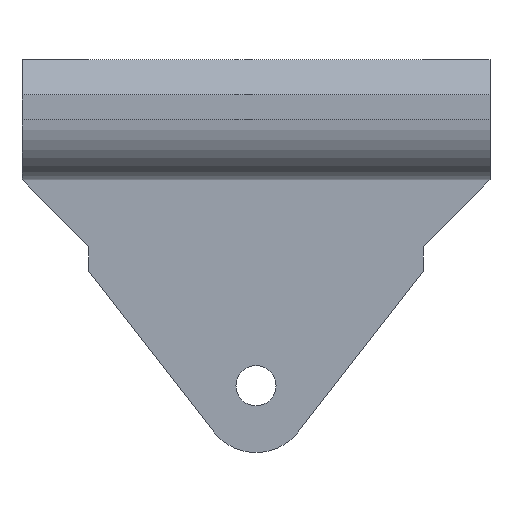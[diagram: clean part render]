
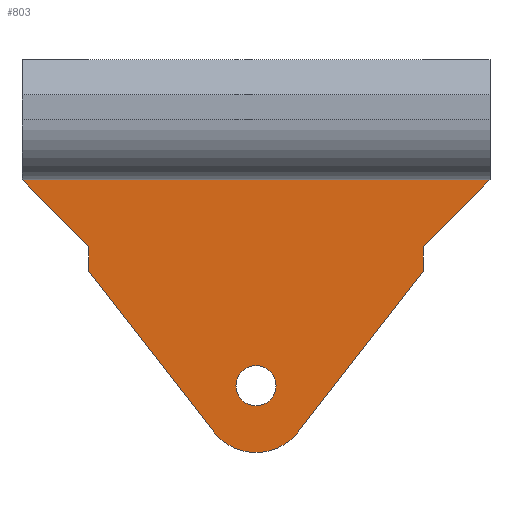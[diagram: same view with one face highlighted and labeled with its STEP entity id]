
A CAD part, front view. The second image highlights one B-rep face of the part: STEP entity #803.
In plain terms, the highlighted planar face has unit normal (0, -1, 0).
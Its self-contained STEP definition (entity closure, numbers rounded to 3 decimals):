
#17=FACE_BOUND('',#119,.T.);
#38=PLANE('',#894);
#76=FACE_OUTER_BOUND('',#118,.T.);
#118=EDGE_LOOP('',(#681,#682,#683,#684,#685,#686,#687,#688,#689,#690,#691,
#692,#693,#694,#695,#696,#697,#698));
#119=EDGE_LOOP('',(#699));
#129=CIRCLE('',#832,2.3);
#136=CIRCLE('',#841,2.3);
#137=CIRCLE('',#843,1.7);
#138=CIRCLE('',#845,2.3);
#139=CIRCLE('',#848,2.3);
#140=CIRCLE('',#850,1.7);
#159=CIRCLE('',#893,1.5);
#160=CIRCLE('',#895,4.);
#173=LINE('',#1181,#256);
#177=LINE('',#1192,#260);
#178=LINE('',#1194,#261);
#179=LINE('',#1197,#262);
#183=LINE('',#1204,#266);
#204=LINE('',#1279,#287);
#208=LINE('',#1287,#291);
#210=LINE('',#1291,#293);
#236=LINE('',#1349,#319);
#237=LINE('',#1352,#320);
#238=LINE('',#1353,#321);
#256=VECTOR('',#949,10.);
#260=VECTOR('',#963,10.);
#261=VECTOR('',#966,10.);
#262=VECTOR('',#969,10.);
#266=VECTOR('',#973,10.);
#287=VECTOR('',#1046,10.);
#291=VECTOR('',#1052,10.);
#293=VECTOR('',#1056,10.);
#319=VECTOR('',#1108,10.);
#320=VECTOR('',#1111,10.);
#321=VECTOR('',#1112,10.);
#328=VERTEX_POINT('',#1137);
#330=VERTEX_POINT('',#1140);
#340=VERTEX_POINT('',#1164);
#341=VERTEX_POINT('',#1166);
#342=VERTEX_POINT('',#1170);
#343=VERTEX_POINT('',#1171);
#344=VERTEX_POINT('',#1176);
#345=VERTEX_POINT('',#1180);
#346=VERTEX_POINT('',#1184);
#347=VERTEX_POINT('',#1188);
#348=VERTEX_POINT('',#1196);
#351=VERTEX_POINT('',#1202);
#379=VERTEX_POINT('',#1277);
#382=VERTEX_POINT('',#1286);
#383=VERTEX_POINT('',#1290);
#400=VERTEX_POINT('',#1343);
#401=VERTEX_POINT('',#1347);
#402=VERTEX_POINT('',#1348);
#403=VERTEX_POINT('',#1350);
#408=EDGE_CURVE('',#330,#328,#129,.T.);
#422=EDGE_CURVE('',#340,#341,#136,.T.);
#423=EDGE_CURVE('',#342,#343,#137,.T.);
#426=EDGE_CURVE('',#344,#342,#138,.T.);
#428=EDGE_CURVE('',#345,#344,#173,.T.);
#430=EDGE_CURVE('',#346,#345,#139,.T.);
#432=EDGE_CURVE('',#347,#346,#140,.T.);
#434=EDGE_CURVE('',#341,#347,#177,.T.);
#435=EDGE_CURVE('',#343,#330,#178,.T.);
#436=EDGE_CURVE('',#340,#348,#179,.T.);
#440=EDGE_CURVE('',#351,#328,#183,.T.);
#476=EDGE_CURVE('',#379,#351,#204,.T.);
#480=EDGE_CURVE('',#348,#382,#208,.T.);
#482=EDGE_CURVE('',#382,#383,#210,.T.);
#511=EDGE_CURVE('',#400,#400,#159,.T.);
#512=EDGE_CURVE('',#401,#402,#236,.T.);
#513=EDGE_CURVE('',#401,#403,#160,.T.);
#514=EDGE_CURVE('',#383,#403,#237,.T.);
#515=EDGE_CURVE('',#402,#379,#238,.T.);
#681=ORIENTED_EDGE('',*,*,#512,.F.);
#682=ORIENTED_EDGE('',*,*,#513,.T.);
#683=ORIENTED_EDGE('',*,*,#514,.F.);
#684=ORIENTED_EDGE('',*,*,#482,.F.);
#685=ORIENTED_EDGE('',*,*,#480,.F.);
#686=ORIENTED_EDGE('',*,*,#436,.F.);
#687=ORIENTED_EDGE('',*,*,#422,.T.);
#688=ORIENTED_EDGE('',*,*,#434,.T.);
#689=ORIENTED_EDGE('',*,*,#432,.T.);
#690=ORIENTED_EDGE('',*,*,#430,.T.);
#691=ORIENTED_EDGE('',*,*,#428,.T.);
#692=ORIENTED_EDGE('',*,*,#426,.T.);
#693=ORIENTED_EDGE('',*,*,#423,.T.);
#694=ORIENTED_EDGE('',*,*,#435,.T.);
#695=ORIENTED_EDGE('',*,*,#408,.T.);
#696=ORIENTED_EDGE('',*,*,#440,.F.);
#697=ORIENTED_EDGE('',*,*,#476,.F.);
#698=ORIENTED_EDGE('',*,*,#515,.F.);
#699=ORIENTED_EDGE('',*,*,#511,.T.);
#803=ADVANCED_FACE('',(#76,#17),#38,.T.);
#832=AXIS2_PLACEMENT_3D('',#1141,#909,#910);
#841=AXIS2_PLACEMENT_3D('',#1168,#934,#935);
#843=AXIS2_PLACEMENT_3D('',#1172,#938,#939);
#845=AXIS2_PLACEMENT_3D('',#1177,#944,#945);
#848=AXIS2_PLACEMENT_3D('',#1185,#953,#954);
#850=AXIS2_PLACEMENT_3D('',#1189,#958,#959);
#893=AXIS2_PLACEMENT_3D('',#1345,#1104,#1105);
#894=AXIS2_PLACEMENT_3D('',#1346,#1106,#1107);
#895=AXIS2_PLACEMENT_3D('',#1351,#1109,#1110);
#909=DIRECTION('center_axis',(0.,-1.,0.));
#910=DIRECTION('ref_axis',(0.,0.,1.));
#934=DIRECTION('center_axis',(0.,-1.,0.));
#935=DIRECTION('ref_axis',(0.966,0.,0.259));
#938=DIRECTION('center_axis',(0.,1.,0.));
#939=DIRECTION('ref_axis',(0.,0.,1.));
#944=DIRECTION('center_axis',(0.,-1.,0.));
#945=DIRECTION('ref_axis',(0.,0.,1.));
#949=DIRECTION('',(-1.,0.,0.));
#953=DIRECTION('center_axis',(0.,-1.,0.));
#954=DIRECTION('ref_axis',(0.968,0.,0.25));
#958=DIRECTION('center_axis',(0.,1.,0.));
#959=DIRECTION('ref_axis',(0.968,0.,0.25));
#963=DIRECTION('',(-1.,0.,0.));
#966=DIRECTION('',(-1.,0.,0.));
#969=DIRECTION('',(1.,0.,0.));
#973=DIRECTION('',(1.,0.,0.));
#1046=DIRECTION('',(-0.707,0.,0.707));
#1052=DIRECTION('',(-0.707,0.,-0.707));
#1056=DIRECTION('',(0.,0.,-1.));
#1104=DIRECTION('center_axis',(0.,1.,0.));
#1105=DIRECTION('ref_axis',(-1.,0.,0.));
#1106=DIRECTION('center_axis',(0.,-1.,0.));
#1107=DIRECTION('ref_axis',(1.,0.,0.));
#1108=DIRECTION('',(-0.614,0.,0.789));
#1109=DIRECTION('center_axis',(0.,-1.,0.));
#1110=DIRECTION('ref_axis',(-0.789,0.,-0.614));
#1111=DIRECTION('',(-0.614,0.,-0.789));
#1112=DIRECTION('',(0.,0.,1.));
#1137=CARTESIAN_POINT('',(-11.789,3.,37.05));
#1140=CARTESIAN_POINT('',(-10.653,3.,37.35));
#1141=CARTESIAN_POINT('Origin',(-10.653,3.,35.05));
#1164=CARTESIAN_POINT('',(11.789,3.,37.05));
#1166=CARTESIAN_POINT('',(10.653,3.,37.35));
#1168=CARTESIAN_POINT('Origin',(10.653,3.,35.05));
#1170=CARTESIAN_POINT('',(-7.354,3.,38.625));
#1171=CARTESIAN_POINT('',(-9.,3.,37.35));
#1172=CARTESIAN_POINT('Origin',(-9.,3.,39.05));
#1176=CARTESIAN_POINT('',(-5.127,3.,40.35));
#1177=CARTESIAN_POINT('Origin',(-5.127,3.,38.05));
#1180=CARTESIAN_POINT('',(5.,3.,40.35));
#1181=CARTESIAN_POINT('',(5.,3.,40.35));
#1184=CARTESIAN_POINT('',(7.227,3.,38.625));
#1185=CARTESIAN_POINT('Origin',(5.,3.,38.05));
#1188=CARTESIAN_POINT('',(8.873,3.,37.35));
#1189=CARTESIAN_POINT('Origin',(8.873,3.,39.05));
#1192=CARTESIAN_POINT('',(10.653,3.,37.35));
#1194=CARTESIAN_POINT('',(-9.,3.,37.35));
#1196=CARTESIAN_POINT('',(17.5,3.,37.05));
#1197=CARTESIAN_POINT('',(0.,3.,37.05));
#1202=CARTESIAN_POINT('',(-17.5,3.,37.05));
#1204=CARTESIAN_POINT('',(0.,3.,37.05));
#1277=CARTESIAN_POINT('',(-12.5,3.,32.05));
#1279=CARTESIAN_POINT('',(-13.275,3.,32.825));
#1286=CARTESIAN_POINT('',(12.5,3.,32.05));
#1287=CARTESIAN_POINT('',(7.025,3.,26.575));
#1290=CARTESIAN_POINT('',(12.5,3.,30.214));
#1291=CARTESIAN_POINT('',(12.5,3.,44.05));
#1343=CARTESIAN_POINT('',(1.5,3.,21.657));
#1345=CARTESIAN_POINT('Origin',(0.,3.,21.657));
#1346=CARTESIAN_POINT('Origin',(-12.5,3.,30.15));
#1347=CARTESIAN_POINT('',(-3.157,3.,18.202));
#1348=CARTESIAN_POINT('',(-12.5,3.,30.214));
#1349=CARTESIAN_POINT('',(-3.157,3.,18.202));
#1350=CARTESIAN_POINT('',(3.157,3.,18.202));
#1351=CARTESIAN_POINT('Origin',(0.,3.,20.657));
#1352=CARTESIAN_POINT('',(11.037,3.,28.332));
#1353=CARTESIAN_POINT('',(-12.5,3.,30.15));
